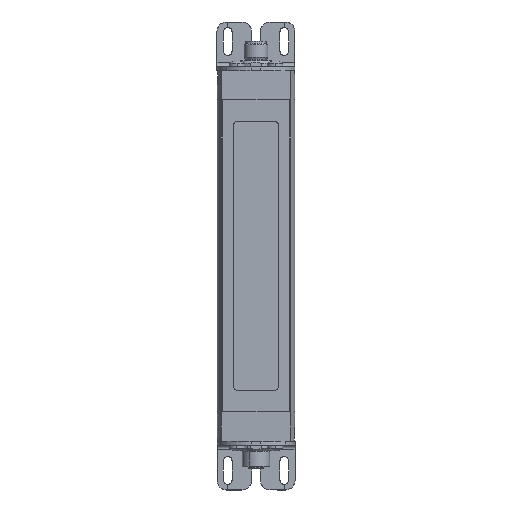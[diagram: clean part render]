
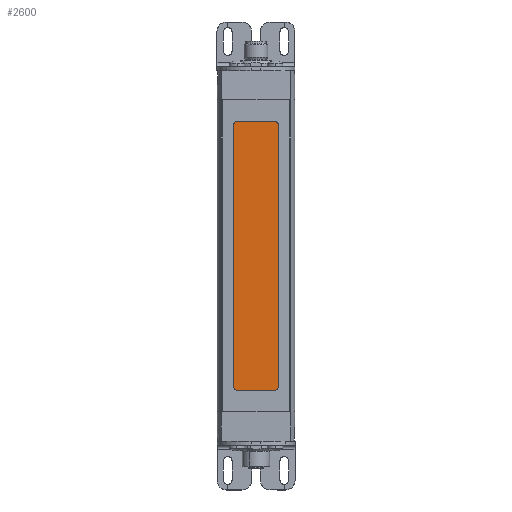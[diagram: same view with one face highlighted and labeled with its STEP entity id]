
A CAD part, top view. The second image highlights one B-rep face of the part: STEP entity #2600.
In plain terms, the highlighted planar face has unit normal (0, 0, 1).
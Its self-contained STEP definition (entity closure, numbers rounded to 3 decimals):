
#2588=AXIS2_PLACEMENT_3D('Plane Axis2P3D',#2585,#2586,#2587) ;
#821=CARTESIAN_POINT('Control Point',(8.502,187.,36.8)) ;
#822=CARTESIAN_POINT('Control Point',(8.502,187.208,36.8)) ;
#823=CARTESIAN_POINT('Control Point',(8.529,187.416,36.8)) ;
#824=CARTESIAN_POINT('Control Point',(8.583,187.619,36.8)) ;
#825=CARTESIAN_POINT('Control Point',(8.743,188.006,36.8)) ;
#826=CARTESIAN_POINT('Control Point',(8.996,188.341,36.8)) ;
#827=CARTESIAN_POINT('Control Point',(9.144,188.49,36.8)) ;
#828=CARTESIAN_POINT('Control Point',(9.475,188.747,36.8)) ;
#829=CARTESIAN_POINT('Control Point',(9.861,188.911,36.8)) ;
#830=CARTESIAN_POINT('Control Point',(10.063,188.968,36.8)) ;
#831=CARTESIAN_POINT('Control Point',(10.276,188.998,36.8)) ;
#832=CARTESIAN_POINT('Control Point',(10.488,189.,36.8)) ;
#833=CARTESIAN_POINT('Control Point',(10.493,189.,36.8)) ;
#834=CARTESIAN_POINT('Control Point',(10.498,189.,36.8)) ;
#835=CARTESIAN_POINT('Control Point',(10.502,189.,36.8)) ;
#836=CARTESIAN_POINT('Vertex',(8.502,187.,36.8)) ;
#838=CARTESIAN_POINT('Vertex',(10.502,189.,36.8)) ;
#841=CARTESIAN_POINT('Line Origine',(20.002,189.,36.8)) ;
#845=CARTESIAN_POINT('Vertex',(29.502,189.,36.8)) ;
#849=CARTESIAN_POINT('Control Point',(29.502,189.,36.8)) ;
#850=CARTESIAN_POINT('Control Point',(29.71,189.,36.8)) ;
#851=CARTESIAN_POINT('Control Point',(29.918,188.973,36.8)) ;
#852=CARTESIAN_POINT('Control Point',(30.121,188.919,36.8)) ;
#853=CARTESIAN_POINT('Control Point',(30.509,188.759,36.8)) ;
#854=CARTESIAN_POINT('Control Point',(30.843,188.506,36.8)) ;
#855=CARTESIAN_POINT('Control Point',(30.993,188.358,36.8)) ;
#856=CARTESIAN_POINT('Control Point',(31.25,188.027,36.8)) ;
#857=CARTESIAN_POINT('Control Point',(31.414,187.642,36.8)) ;
#858=CARTESIAN_POINT('Control Point',(31.47,187.439,36.8)) ;
#859=CARTESIAN_POINT('Control Point',(31.501,187.227,36.8)) ;
#860=CARTESIAN_POINT('Control Point',(31.502,187.014,36.8)) ;
#861=CARTESIAN_POINT('Control Point',(31.502,187.01,36.8)) ;
#862=CARTESIAN_POINT('Control Point',(31.502,187.005,36.8)) ;
#863=CARTESIAN_POINT('Control Point',(31.502,187.,36.8)) ;
#864=CARTESIAN_POINT('Vertex',(31.502,187.,36.8)) ;
#867=CARTESIAN_POINT('Line Origine',(31.502,120.,36.8)) ;
#871=CARTESIAN_POINT('Vertex',(31.502,53.,36.8)) ;
#875=CARTESIAN_POINT('Control Point',(31.502,53.,36.8)) ;
#876=CARTESIAN_POINT('Control Point',(31.502,52.792,36.8)) ;
#877=CARTESIAN_POINT('Control Point',(31.475,52.584,36.8)) ;
#878=CARTESIAN_POINT('Control Point',(31.421,52.381,36.8)) ;
#879=CARTESIAN_POINT('Control Point',(31.262,51.994,36.8)) ;
#880=CARTESIAN_POINT('Control Point',(31.009,51.659,36.8)) ;
#881=CARTESIAN_POINT('Control Point',(30.861,51.51,36.8)) ;
#882=CARTESIAN_POINT('Control Point',(30.53,51.253,36.8)) ;
#883=CARTESIAN_POINT('Control Point',(30.144,51.089,36.8)) ;
#884=CARTESIAN_POINT('Control Point',(29.942,51.032,36.8)) ;
#885=CARTESIAN_POINT('Control Point',(29.729,51.002,36.8)) ;
#886=CARTESIAN_POINT('Control Point',(29.517,51.,36.8)) ;
#887=CARTESIAN_POINT('Control Point',(29.512,51.,36.8)) ;
#888=CARTESIAN_POINT('Control Point',(29.507,51.,36.8)) ;
#889=CARTESIAN_POINT('Control Point',(29.502,51.,36.8)) ;
#890=CARTESIAN_POINT('Vertex',(29.502,51.,36.8)) ;
#893=CARTESIAN_POINT('Line Origine',(20.002,51.,36.8)) ;
#897=CARTESIAN_POINT('Vertex',(10.502,51.,36.8)) ;
#901=CARTESIAN_POINT('Control Point',(10.502,51.,36.8)) ;
#902=CARTESIAN_POINT('Control Point',(10.295,51.,36.8)) ;
#903=CARTESIAN_POINT('Control Point',(10.087,51.027,36.8)) ;
#904=CARTESIAN_POINT('Control Point',(9.884,51.081,36.8)) ;
#905=CARTESIAN_POINT('Control Point',(9.496,51.241,36.8)) ;
#906=CARTESIAN_POINT('Control Point',(9.162,51.494,36.8)) ;
#907=CARTESIAN_POINT('Control Point',(9.012,51.642,36.8)) ;
#908=CARTESIAN_POINT('Control Point',(8.755,51.973,36.8)) ;
#909=CARTESIAN_POINT('Control Point',(8.591,52.358,36.8)) ;
#910=CARTESIAN_POINT('Control Point',(8.535,52.561,36.8)) ;
#911=CARTESIAN_POINT('Control Point',(8.504,52.773,36.8)) ;
#912=CARTESIAN_POINT('Control Point',(8.503,52.986,36.8)) ;
#913=CARTESIAN_POINT('Control Point',(8.502,52.99,36.8)) ;
#914=CARTESIAN_POINT('Control Point',(8.502,52.995,36.8)) ;
#915=CARTESIAN_POINT('Control Point',(8.502,53.,36.8)) ;
#916=CARTESIAN_POINT('Vertex',(8.502,53.,36.8)) ;
#919=CARTESIAN_POINT('Line Origine',(8.502,120.,36.8)) ;
#2585=CARTESIAN_POINT('Axis2P3D Location',(20.002,120.,36.8)) ;
#842=DIRECTION('Vector Direction',(1.,0.,0.)) ;
#868=DIRECTION('Vector Direction',(0.,-1.,0.)) ;
#894=DIRECTION('Vector Direction',(-1.,0.,0.)) ;
#920=DIRECTION('Vector Direction',(0.,1.,0.)) ;
#2586=DIRECTION('Axis2P3D Direction',(0.,0.,-1.)) ;
#2587=DIRECTION('Axis2P3D XDirection',(0.,-1.,0.)) ;
#843=VECTOR('Line Direction',#842,1.) ;
#869=VECTOR('Line Direction',#868,1.) ;
#895=VECTOR('Line Direction',#894,1.) ;
#921=VECTOR('Line Direction',#920,1.) ;
#2591=ORIENTED_EDGE('',*,*,#840,.F.) ;
#2592=ORIENTED_EDGE('',*,*,#923,.F.) ;
#2593=ORIENTED_EDGE('',*,*,#918,.F.) ;
#2594=ORIENTED_EDGE('',*,*,#899,.F.) ;
#2595=ORIENTED_EDGE('',*,*,#892,.F.) ;
#2596=ORIENTED_EDGE('',*,*,#873,.F.) ;
#2597=ORIENTED_EDGE('',*,*,#866,.F.) ;
#2598=ORIENTED_EDGE('',*,*,#847,.F.) ;
#2600=ADVANCED_FACE('Hauptkoerper',(#2599),#2589,.F.) ;
#820=B_SPLINE_CURVE_WITH_KNOTS('',5,(#821,#822,#823,#824,#825,#826,#827,#828,#829,#830,#831,#832,#833,#834,#835),.UNSPECIFIED.,.F.,.U.,(6,3,3,3,6),(0.,1.47,2.939,4.409,4.443),.UNSPECIFIED.) ;
#848=B_SPLINE_CURVE_WITH_KNOTS('',5,(#849,#850,#851,#852,#853,#854,#855,#856,#857,#858,#859,#860,#861,#862,#863),.UNSPECIFIED.,.F.,.U.,(6,3,3,3,6),(0.,1.47,2.939,4.409,4.443),.UNSPECIFIED.) ;
#874=B_SPLINE_CURVE_WITH_KNOTS('',5,(#875,#876,#877,#878,#879,#880,#881,#882,#883,#884,#885,#886,#887,#888,#889),.UNSPECIFIED.,.F.,.U.,(6,3,3,3,6),(0.,1.47,2.939,4.409,4.443),.UNSPECIFIED.) ;
#900=B_SPLINE_CURVE_WITH_KNOTS('',5,(#901,#902,#903,#904,#905,#906,#907,#908,#909,#910,#911,#912,#913,#914,#915),.UNSPECIFIED.,.F.,.U.,(6,3,3,3,6),(0.,1.47,2.939,4.409,4.443),.UNSPECIFIED.) ;
#840=EDGE_CURVE('',#837,#839,#820,.T.) ;
#847=EDGE_CURVE('',#839,#846,#844,.T.) ;
#866=EDGE_CURVE('',#846,#865,#848,.T.) ;
#873=EDGE_CURVE('',#865,#872,#870,.T.) ;
#892=EDGE_CURVE('',#872,#891,#874,.T.) ;
#899=EDGE_CURVE('',#891,#898,#896,.T.) ;
#918=EDGE_CURVE('',#898,#917,#900,.T.) ;
#923=EDGE_CURVE('',#917,#837,#922,.T.) ;
#2590=EDGE_LOOP('',(#2591,#2592,#2593,#2594,#2595,#2596,#2597,#2598)) ;
#2599=FACE_OUTER_BOUND('',#2590,.T.) ;
#844=LINE('Line',#841,#843) ;
#870=LINE('Line',#867,#869) ;
#896=LINE('Line',#893,#895) ;
#922=LINE('Line',#919,#921) ;
#2589=PLANE('',#2588) ;
#837=VERTEX_POINT('',#836) ;
#839=VERTEX_POINT('',#838) ;
#846=VERTEX_POINT('',#845) ;
#865=VERTEX_POINT('',#864) ;
#872=VERTEX_POINT('',#871) ;
#891=VERTEX_POINT('',#890) ;
#898=VERTEX_POINT('',#897) ;
#917=VERTEX_POINT('',#916) ;
